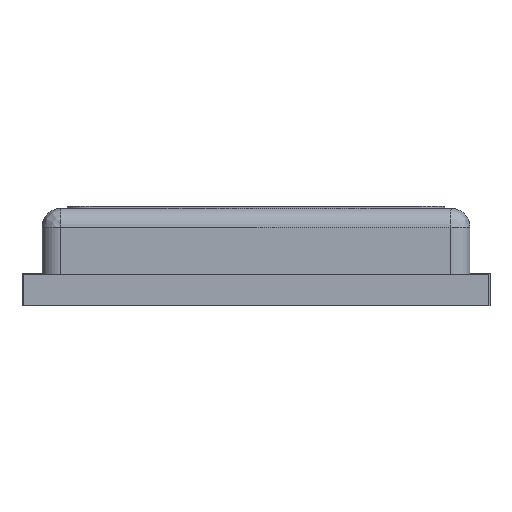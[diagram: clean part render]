
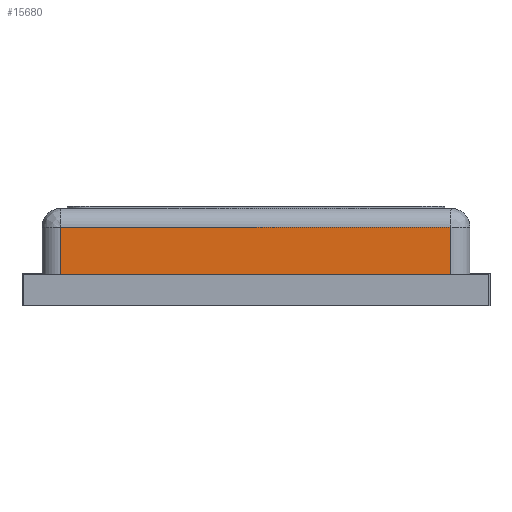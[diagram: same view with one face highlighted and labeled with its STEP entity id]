
A CAD part, left-side view. The second image highlights one B-rep face of the part: STEP entity #15680.
In plain terms, the highlighted planar face has unit normal (-1, 0, 0).
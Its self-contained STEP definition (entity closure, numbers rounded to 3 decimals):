
#109 = DIRECTION ( 'NONE',  ( 0., 0., -1. ) ) ;
#410 = ORIENTED_EDGE ( 'NONE', *, *, #22518, .F. ) ;
#664 = DIRECTION ( 'NONE',  ( 0., -1., 0. ) ) ;
#1174 = DIRECTION ( 'NONE',  ( 0., 1., 0. ) ) ;
#1668 = LINE ( 'NONE', #3663, #9196 ) ;
#2277 = CARTESIAN_POINT ( 'NONE',  ( -7.8, 5.15, 2.58 ) ) ;
#2609 = DIRECTION ( 'NONE',  ( 0., -1., 0. ) ) ;
#2623 = DIRECTION ( 'NONE',  ( 0., 0., 1. ) ) ;
#3141 = VERTEX_POINT ( 'NONE', #21633 ) ;
#3663 = CARTESIAN_POINT ( 'NONE',  ( -7.8, -5.15, 2.58 ) ) ;
#5898 = EDGE_CURVE ( 'NONE', #8685, #3141, #11478, .T. ) ;
#6410 = CARTESIAN_POINT ( 'NONE',  ( -7.8, -5.65, 0.82 ) ) ;
#6946 = ORIENTED_EDGE ( 'NONE', *, *, #5898, .F. ) ;
#6981 = VERTEX_POINT ( 'NONE', #16597 ) ;
#7120 = VERTEX_POINT ( 'NONE', #22695 ) ;
#7181 = ORIENTED_EDGE ( 'NONE', *, *, #13853, .T. ) ;
#8685 = VERTEX_POINT ( 'NONE', #9780 ) ;
#8843 = VECTOR ( 'NONE', #2623, 1000. ) ;
#9080 = VECTOR ( 'NONE', #664, 1000. ) ;
#9196 = VECTOR ( 'NONE', #109, 1000. ) ;
#9780 = CARTESIAN_POINT ( 'NONE',  ( -7.8, 5.15, 2.08 ) ) ;
#10929 = AXIS2_PLACEMENT_3D ( 'NONE', #13461, #11629, #1174 ) ;
#11478 = LINE ( 'NONE', #19011, #9080 ) ;
#11555 = LINE ( 'NONE', #2277, #8843 ) ;
#11629 = DIRECTION ( 'NONE',  ( 1., 0., 0. ) ) ;
#11991 = FACE_OUTER_BOUND ( 'NONE', #16917, .T. ) ;
#13461 = CARTESIAN_POINT ( 'NONE',  ( -7.8, 5.65, 2.58 ) ) ;
#13853 = EDGE_CURVE ( 'NONE', #7120, #6981, #22821, .T. ) ;
#15680 = ADVANCED_FACE ( 'NONE', ( #11991 ), #17515, .F. ) ;
#16597 = CARTESIAN_POINT ( 'NONE',  ( -7.8, -5.15, 0.82 ) ) ;
#16917 = EDGE_LOOP ( 'NONE', ( #410, #7181, #17756, #6946 ) ) ;
#17515 = PLANE ( 'NONE',  #10929 ) ;
#17756 = ORIENTED_EDGE ( 'NONE', *, *, #22200, .F. ) ;
#19011 = CARTESIAN_POINT ( 'NONE',  ( -7.8, 5.65, 2.08 ) ) ;
#19044 = VECTOR ( 'NONE', #2609, 1000. ) ;
#21633 = CARTESIAN_POINT ( 'NONE',  ( -7.8, -5.15, 2.08 ) ) ;
#22200 = EDGE_CURVE ( 'NONE', #3141, #6981, #1668, .T. ) ;
#22518 = EDGE_CURVE ( 'NONE', #7120, #8685, #11555, .T. ) ;
#22695 = CARTESIAN_POINT ( 'NONE',  ( -7.8, 5.15, 0.82 ) ) ;
#22821 = LINE ( 'NONE', #6410, #19044 ) ;
